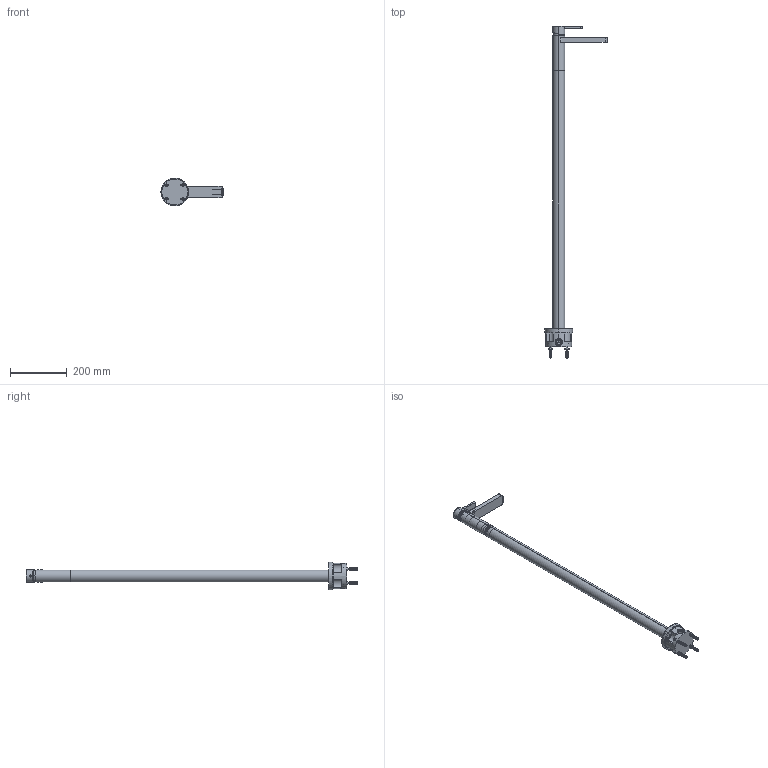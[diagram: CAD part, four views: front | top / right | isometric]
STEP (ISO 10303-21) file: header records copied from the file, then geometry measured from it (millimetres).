
FILE_DESCRIPTION (( 'STEP AP203' ), '1' );
FILE_NAME ('500242vic0_asm.STEP', '2018-09-13T21:27:38', ( '' ), ( '' ), 'SwSTEP 2.0', 'SolidWorks 2015', '' );
FILE_SCHEMA (( 'CONFIG_CONTROL_DESIGN' ));
Length unit declared in the file: millimetre
Products named in the file (65): 16000767_AF0_ASM; 06000045; 07000023C; 07000023F; 12000228_AF1; 04000036; 02000106; 10000147; 10000418; 12000220_AF3; 07000024G; 06022007_1; 16000766_AF0_ASM; 04000041; 03000063; 04000215; 12000227_AF1; 10015301; 06023707; 16001074_ASM; 09000100_ASM; 06019407_AF1; 01000154_AF7; 06000043_AF0; 07000023B; 16000685_ASM; 06000043; 16000686_AF4_ASM; 03000064; 16001134_AF7_ASM; 12000019_AF1; 07000023E; 04000059_AF0; 14000031_AF2_ASM; 06019407; 06020307; 09000099; 06000133; 12000212; 12000211_AF1 ...
Assembly tree (87 placements, depth 4):
  500242vic0_asm
    300007VIC0_AF0_ASM
      01000081_AF1
      04000059_AF0
      12000211_AF1
      12000212  x2
      06000043_AF0
      06000043  x3
      04000036  x4
      06019407_AF0
      06019407  x3
      14000031_AF2_ASM
        10000418  x4
        06000133  x4
    16000766_AF0_ASM
      12000019_AF1
      12000228
      12000227_AF1
      12000228_AF1
      06019407_AF1
      06019407  x2
      06019407_AF2
    16000686_AF4_ASM
      01000153_AF8
      01000154_AF7
      06000047
      06000047_AF10
      16001074_ASM
        10000147
      16001134_AF7_ASM
        04020204_AF7
    16000685_ASM
      07000024_ASM
        07000023A
        07000023B
        07000023D
        07000023C
        07000023E
        07000023F
        07000024G
    16000665_ASM
      06000045
      04000041
    16000666_AF3_ASM
      12000220_AF3
      04000041
    16000690_ASM
      03000063
      03000064
      06000047
      06023707
      16000657_ASM
        06022007_1
      16000658_ASM
        05002003
      06020307
    16000689_ASM
      02000106
      06023707  x2
      04000215
Bounding box: 218.5 x 1169.35 x 97 mm (x, y, z)
Volume: 98295.5 mm3; surface area: 548877 mm2
Topology: 49 solids, 128 shells, 3563 faces, 8874 edges, 5384 vertices
Faces by surface type: cylinder 1345, plane 1028, bspline 788, cone 394, torus 8
Entity records: 91554 total; most frequent: CARTESIAN_POINT 32378, DIRECTION 10998, ORIENTED_EDGE 10664, EDGE_CURVE 5434, AXIS2_PLACEMENT_3D 4377, VERTEX_POINT 3449, EDGE_LOOP 2474, CIRCLE 2359
